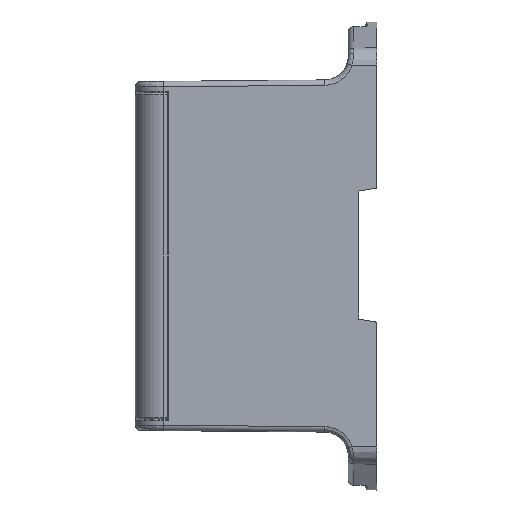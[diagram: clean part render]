
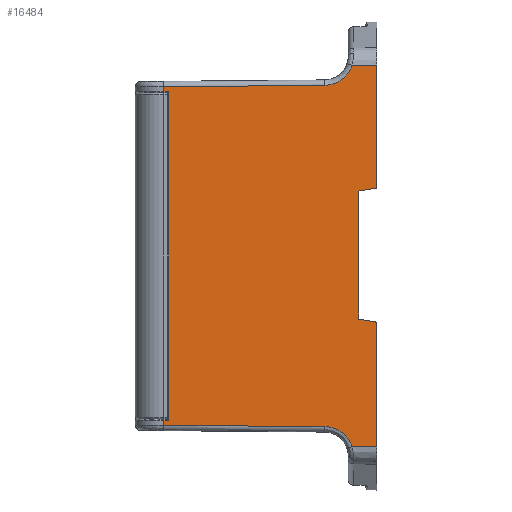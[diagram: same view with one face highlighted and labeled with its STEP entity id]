
A CAD part, left-side view. The second image highlights one B-rep face of the part: STEP entity #16484.
In plain terms, the highlighted planar face has unit normal (-1, 0.009, 0).
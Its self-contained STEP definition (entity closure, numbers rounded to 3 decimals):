
#925=DIRECTION('',(-0.009,-1.,0.));
#926=VECTOR('',#925,6.799);
#927=CARTESIAN_POINT('',(-31.941,-1.201,
-52.942));
#928=LINE('',#927,#926);
#1504=CARTESIAN_POINT('',(-31.875,6.349,
-47.381));
#1505=CARTESIAN_POINT('',(-31.878,5.996,
-47.384));
#1506=CARTESIAN_POINT('',(-31.884,5.255,
-47.436));
#1507=CARTESIAN_POINT('',(-31.895,3.999,
-47.715));
#1508=CARTESIAN_POINT('',(-31.907,2.7,
-48.248));
#1509=CARTESIAN_POINT('',(-31.918,1.436,
-49.06));
#1510=CARTESIAN_POINT('',(-31.928,0.3,
-50.143));
#1511=CARTESIAN_POINT('',(-31.936,-0.624,
-51.475));
#1512=CARTESIAN_POINT('',(-31.939,-1.039,
-52.436));
#1513=CARTESIAN_POINT('',(-31.941,-1.201,
-52.942));
#1531=DIRECTION('',(0.,0.,-1.));
#1532=VECTOR('',#1531,34.06);
#1533=CARTESIAN_POINT('',(-32.,-8.,52.942));
#1534=LINE('',#1533,#1532);
#1535=DIRECTION('',(-0.009,-0.985,0.174));
#1536=VECTOR('',#1535,5.077);
#1537=CARTESIAN_POINT('',(-31.956,-3.,18.));
#1538=LINE('',#1537,#1536);
#1539=DIRECTION('',(0.,0.,1.));
#1540=VECTOR('',#1539,35.5);
#1541=CARTESIAN_POINT('',(-31.956,-3.,-17.5));
#1542=LINE('',#1541,#1540);
#1543=DIRECTION('',(0.009,0.985,0.174));
#1544=VECTOR('',#1543,5.077);
#1545=CARTESIAN_POINT('',(-32.,-8.,-18.382));
#1546=LINE('',#1545,#1544);
#1547=DIRECTION('',(0.,0.,-1.));
#1548=VECTOR('',#1547,34.56);
#1549=CARTESIAN_POINT('',(-32.,-8.,-18.382));
#1550=LINE('',#1549,#1548);
#1551=DIRECTION('',(-0.009,-1.,0.009));
#1552=VECTOR('',#1551,1.367);
#1553=CARTESIAN_POINT('',(-31.484,51.07,
-45.559));
#1554=LINE('',#1553,#1552);
#1575=CARTESIAN_POINT('',(-31.496,49.703,
-45.547));
#2407=CARTESIAN_POINT('',(-31.941,-1.201,
52.942));
#4684=CARTESIAN_POINT('',(-31.484,51.07,
-45.559));
#4691=DIRECTION('',(0.,0.,1.));
#4692=VECTOR('',#4691,1.431);
#4693=CARTESIAN_POINT('',(-31.485,51.07,
-46.991));
#4694=LINE('',#4693,#4692);
#4709=CARTESIAN_POINT('',(-31.485,51.07,
-46.991));
#4728=DIRECTION('',(-0.009,-1.,-0.009));
#4729=VECTOR('',#4728,44.725);
#4730=CARTESIAN_POINT('',(-31.485,51.07,
-46.991));
#4731=LINE('',#4730,#4729);
#5334=CARTESIAN_POINT('',(-31.484,51.07,45.559));
#5357=DIRECTION('',(0.,0.,1.));
#5358=VECTOR('',#5357,1.431);
#5359=CARTESIAN_POINT('',(-31.484,51.07,45.559));
#5360=LINE('',#5359,#5358);
#5394=DIRECTION('',(-0.009,-1.,0.009));
#5395=VECTOR('',#5394,44.725);
#5396=CARTESIAN_POINT('',(-31.484,51.07,46.991));
#5397=LINE('',#5396,#5395);
#5414=CARTESIAN_POINT('',(-31.875,6.349,47.381));
#5415=CARTESIAN_POINT('',(-31.878,5.993,47.384));
#5416=CARTESIAN_POINT('',(-31.884,5.245,47.436));
#5417=CARTESIAN_POINT('',(-31.895,3.976,47.722));
#5418=CARTESIAN_POINT('',(-31.907,2.667,48.264));
#5419=CARTESIAN_POINT('',(-31.918,1.402,49.086));
#5420=CARTESIAN_POINT('',(-31.928,0.278,
50.171));
#5421=CARTESIAN_POINT('',(-31.936,-0.631,
51.49));
#5422=CARTESIAN_POINT('',(-31.939,-1.04,
52.441));
#5423=CARTESIAN_POINT('',(-31.941,-1.201,
52.942));
#5439=DIRECTION('',(-0.009,-1.,-0.009));
#5440=VECTOR('',#5439,1.367);
#5441=CARTESIAN_POINT('',(-31.484,51.07,45.559));
#5442=LINE('',#5441,#5440);
#5443=CARTESIAN_POINT('',(-31.496,49.703,45.547));
#5467=DIRECTION('',(0.,0.,-1.));
#5468=VECTOR('',#5467,91.095);
#5469=CARTESIAN_POINT('',(-31.496,49.703,45.547));
#5470=LINE('',#5469,#5468);
#10470=DIRECTION('',(0.009,1.,0.));
#10471=VECTOR('',#10470,6.799);
#10472=CARTESIAN_POINT('',(-32.,-8.,52.942));
#10473=LINE('',#10472,#10471);
#11199=CARTESIAN_POINT('',(-32.,-8.,-18.382));
#11200=CARTESIAN_POINT('',(-31.956,-3.,-17.5));
#11201=VERTEX_POINT('',#11199);
#11202=VERTEX_POINT('',#11200);
#11203=CARTESIAN_POINT('',(-31.956,-3.,18.));
#11204=VERTEX_POINT('',#11203);
#11205=CARTESIAN_POINT('',(-32.,-8.,18.882));
#11206=VERTEX_POINT('',#11205);
#11225=CARTESIAN_POINT('',(-32.,-8.,-52.942));
#11226=VERTEX_POINT('',#11225);
#11237=CARTESIAN_POINT('',(-32.,-8.,52.942));
#11238=VERTEX_POINT('',#11237);
#11732=VERTEX_POINT('',#4709);
#11734=CARTESIAN_POINT('',(-31.875,6.349,
-47.381));
#11735=VERTEX_POINT('',#11734);
#11738=VERTEX_POINT('',#1513);
#11926=VERTEX_POINT('',#2407);
#11928=VERTEX_POINT('',#5414);
#11931=CARTESIAN_POINT('',(-31.484,51.07,
46.991));
#11932=VERTEX_POINT('',#11931);
#12101=VERTEX_POINT('',#4684);
#12136=VERTEX_POINT('',#5334);
#12336=VERTEX_POINT('',#5443);
#12393=VERTEX_POINT('',#1575);
#16447=CARTESIAN_POINT('',(-32.,-8.,-54.858));
#16448=DIRECTION('',(-1.,0.009,0.));
#16449=DIRECTION('',(0.,0.,1.));
#16450=AXIS2_PLACEMENT_3D('',#16447,#16448,#16449);
#16451=PLANE('',#16450);
#16453=ORIENTED_EDGE('',*,*,#16452,.T.);
#16455=ORIENTED_EDGE('',*,*,#16454,.F.);
#16457=ORIENTED_EDGE('',*,*,#16456,.F.);
#16459=ORIENTED_EDGE('',*,*,#16458,.T.);
#16461=ORIENTED_EDGE('',*,*,#16460,.T.);
#16463=ORIENTED_EDGE('',*,*,#16462,.T.);
#16465=ORIENTED_EDGE('',*,*,#16464,.F.);
#16467=ORIENTED_EDGE('',*,*,#16466,.T.);
#16469=ORIENTED_EDGE('',*,*,#16468,.F.);
#16471=ORIENTED_EDGE('',*,*,#16470,.F.);
#16473=ORIENTED_EDGE('',*,*,#16472,.F.);
#16475=ORIENTED_EDGE('',*,*,#16474,.T.);
#16476=ORIENTED_EDGE('',*,*,#15373,.F.);
#16477=ORIENTED_EDGE('',*,*,#16438,.F.);
#16479=ORIENTED_EDGE('',*,*,#16478,.F.);
#16481=ORIENTED_EDGE('',*,*,#16480,.T.);
#16482=EDGE_LOOP('',(#16453,#16455,#16457,#16459,#16461,#16463,#16465,#16467,
#16469,#16471,#16473,#16475,#16476,#16477,#16479,#16481));
#16483=FACE_OUTER_BOUND('',#16482,.F.);
#16484=ADVANCED_FACE('',(#16483),#16451,.T.);
#1514=B_SPLINE_CURVE_WITH_KNOTS('',3,(#1504,#1505,#1506,#1507,#1508,#1509,#1510,
#1511,#1512,#1513),.UNSPECIFIED.,.F.,.F.,(4,1,1,1,1,1,1,4),(0.,
0.143,0.286,0.429,0.571,
0.714,0.857,1.),.UNSPECIFIED.);
#5424=B_SPLINE_CURVE_WITH_KNOTS('',3,(#5414,#5415,#5416,#5417,#5418,#5419,#5420,
#5421,#5422,#5423),.UNSPECIFIED.,.F.,.F.,(4,1,1,1,1,1,1,4),(0.,
0.143,0.286,0.429,0.571,
0.714,0.857,1.),.UNSPECIFIED.);
#15373=EDGE_CURVE('',#11738,#11226,#928,.T.);
#16438=EDGE_CURVE('',#11735,#11738,#1514,.T.);
#16452=EDGE_CURVE('',#12101,#12393,#1554,.T.);
#16454=EDGE_CURVE('',#12336,#12393,#5470,.T.);
#16456=EDGE_CURVE('',#12136,#12336,#5442,.T.);
#16458=EDGE_CURVE('',#12136,#11932,#5360,.T.);
#16460=EDGE_CURVE('',#11932,#11928,#5397,.T.);
#16462=EDGE_CURVE('',#11928,#11926,#5424,.T.);
#16464=EDGE_CURVE('',#11238,#11926,#10473,.T.);
#16466=EDGE_CURVE('',#11238,#11206,#1534,.T.);
#16468=EDGE_CURVE('',#11204,#11206,#1538,.T.);
#16470=EDGE_CURVE('',#11202,#11204,#1542,.T.);
#16472=EDGE_CURVE('',#11201,#11202,#1546,.T.);
#16474=EDGE_CURVE('',#11201,#11226,#1550,.T.);
#16478=EDGE_CURVE('',#11732,#11735,#4731,.T.);
#16480=EDGE_CURVE('',#11732,#12101,#4694,.T.);
